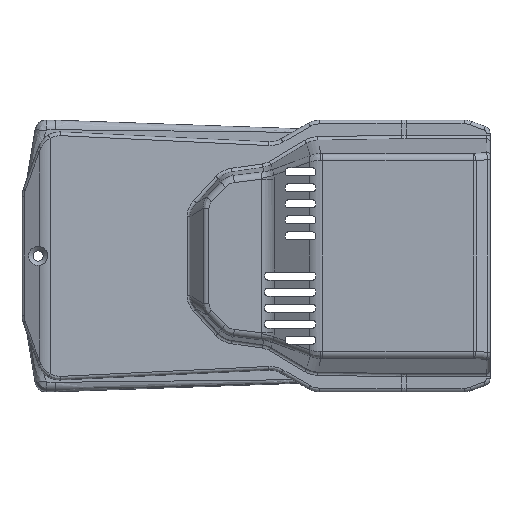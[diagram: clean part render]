
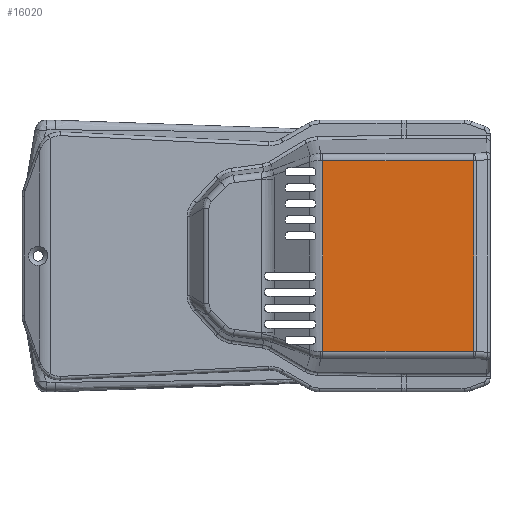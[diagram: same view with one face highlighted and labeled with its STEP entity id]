
A CAD part, front view. The second image highlights one B-rep face of the part: STEP entity #16020.
In plain terms, the highlighted planar face has unit normal (0, -1, 0).
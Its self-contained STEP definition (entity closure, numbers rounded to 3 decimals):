
#1049=PLANE('',#17275);
#1772=FACE_OUTER_BOUND('',#2636,.T.);
#2636=EDGE_LOOP('',(#14343,#14344,#14345,#14346));
#3457=LINE('',#24365,#5036);
#4317=LINE('',#29484,#5896);
#4318=LINE('',#29486,#5897);
#4319=LINE('',#29487,#5898);
#5036=VECTOR('',#18927,10.);
#5896=VECTOR('',#21147,10.);
#5897=VECTOR('',#21150,10.);
#5898=VECTOR('',#21151,10.);
#7051=VERTEX_POINT('',#24362);
#7052=VERTEX_POINT('',#24364);
#7810=VERTEX_POINT('',#29480);
#7811=VERTEX_POINT('',#29482);
#8796=EDGE_CURVE('',#7052,#7051,#3457,.T.);
#10053=EDGE_CURVE('',#7810,#7811,#4317,.T.);
#10054=EDGE_CURVE('',#7810,#7051,#4318,.T.);
#10055=EDGE_CURVE('',#7811,#7052,#4319,.T.);
#14343=ORIENTED_EDGE('',*,*,#8796,.T.);
#14344=ORIENTED_EDGE('',*,*,#10054,.F.);
#14345=ORIENTED_EDGE('',*,*,#10053,.T.);
#14346=ORIENTED_EDGE('',*,*,#10055,.T.);
#16020=ADVANCED_FACE('',(#1772),#1049,.T.);
#17275=AXIS2_PLACEMENT_3D('',#29485,#21148,#21149);
#18927=DIRECTION('',(0.,0.,-1.));
#21147=DIRECTION('',(0.,0.,1.));
#21148=DIRECTION('center_axis',(0.,-1.,0.));
#21149=DIRECTION('ref_axis',(-1.,0.,0.));
#21150=DIRECTION('',(-1.,0.,0.));
#21151=DIRECTION('',(-1.,0.,0.));
#24362=CARTESIAN_POINT('',(-12.108,-34.,-25.96));
#24364=CARTESIAN_POINT('',(-12.108,-34.,25.96));
#24365=CARTESIAN_POINT('',(-12.108,-34.,0.));
#29480=CARTESIAN_POINT('',(29.026,-34.,-25.96));
#29482=CARTESIAN_POINT('',(29.026,-34.,25.96));
#29484=CARTESIAN_POINT('',(29.026,-34.,0.));
#29485=CARTESIAN_POINT('Origin',(29.379,-34.,0.));
#29486=CARTESIAN_POINT('',(30.189,-34.,-25.96));
#29487=CARTESIAN_POINT('',(30.189,-34.,25.96));
